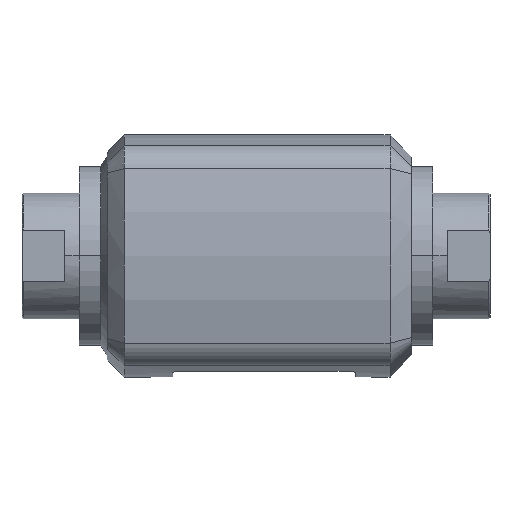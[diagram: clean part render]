
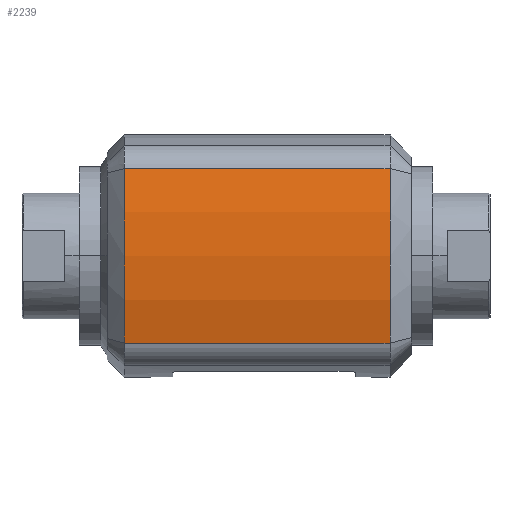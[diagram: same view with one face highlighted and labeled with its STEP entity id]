
A CAD part, top view. The second image highlights one B-rep face of the part: STEP entity #2239.
In plain terms, the highlighted cylindrical face has radius 80.5 mm (diameter 161 mm), a partial arc.
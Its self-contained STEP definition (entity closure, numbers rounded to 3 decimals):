
#20 = EDGE_CURVE ( 'NONE', #1710, #2329, #1949, .T. ) ;
#217 = EDGE_CURVE ( 'NONE', #963, #1710, #422, .T. ) ;
#339 = DIRECTION ( 'NONE',  ( 1., 0., 0. ) ) ;
#341 = FACE_OUTER_BOUND ( 'NONE', #356, .T. ) ;
#353 = DIRECTION ( 'NONE',  ( -1., 0., 0. ) ) ;
#356 = EDGE_LOOP ( 'NONE', ( #1962, #2148, #1254, #783 ) ) ;
#405 = CARTESIAN_POINT ( 'NONE',  ( 46., -20.503, 25.845 ) ) ;
#422 = LINE ( 'NONE', #433, #623 ) ;
#433 = CARTESIAN_POINT ( 'NONE',  ( -16.5, -20.503, 25.845 ) ) ;
#525 = CARTESIAN_POINT ( 'NONE',  ( 46., 20.503, 25.845 ) ) ;
#623 = VECTOR ( 'NONE', #1225, 1000. ) ;
#729 = AXIS2_PLACEMENT_3D ( 'NONE', #1968, #339, #762 ) ;
#762 = DIRECTION ( 'NONE',  ( 0., 0.255, 0.967 ) ) ;
#777 = CARTESIAN_POINT ( 'NONE',  ( -16.5, 20.503, 25.845 ) ) ;
#783 = ORIENTED_EDGE ( 'NONE', *, *, #217, .T. ) ;
#901 = AXIS2_PLACEMENT_3D ( 'NONE', #2527, #1920, #2287 ) ;
#958 = DIRECTION ( 'NONE',  ( 0., 0.255, 0.967 ) ) ;
#963 = VERTEX_POINT ( 'NONE', #1888 ) ;
#1134 = CYLINDRICAL_SURFACE ( 'NONE', #901, 80.5 ) ;
#1225 = DIRECTION ( 'NONE',  ( 1., 0., 0. ) ) ;
#1254 = ORIENTED_EDGE ( 'NONE', *, *, #2017, .T. ) ;
#1360 = CARTESIAN_POINT ( 'NONE',  ( -16.5, 20.503, 25.845 ) ) ;
#1363 = EDGE_CURVE ( 'NONE', #1972, #2329, #1554, .T. ) ;
#1554 = LINE ( 'NONE', #1360, #1574 ) ;
#1574 = VECTOR ( 'NONE', #2174, 1000. ) ;
#1710 = VERTEX_POINT ( 'NONE', #405 ) ;
#1859 = AXIS2_PLACEMENT_3D ( 'NONE', #2130, #353, #958 ) ;
#1888 = CARTESIAN_POINT ( 'NONE',  ( -16.5, -20.503, 25.845 ) ) ;
#1920 = DIRECTION ( 'NONE',  ( 1., 0., 0. ) ) ;
#1949 = CIRCLE ( 'NONE', #1859, 80.5 ) ;
#1962 = ORIENTED_EDGE ( 'NONE', *, *, #20, .T. ) ;
#1968 = CARTESIAN_POINT ( 'NONE',  ( -16.5, 0., -52. ) ) ;
#1972 = VERTEX_POINT ( 'NONE', #777 ) ;
#2017 = EDGE_CURVE ( 'NONE', #1972, #963, #2503, .T. ) ;
#2130 = CARTESIAN_POINT ( 'NONE',  ( 46., 0., -52. ) ) ;
#2148 = ORIENTED_EDGE ( 'NONE', *, *, #1363, .F. ) ;
#2174 = DIRECTION ( 'NONE',  ( 1., 0., 0. ) ) ;
#2239 = ADVANCED_FACE ( 'NONE', ( #341 ), #1134, .T. ) ;
#2287 = DIRECTION ( 'NONE',  ( 0., 0.255, 0.967 ) ) ;
#2329 = VERTEX_POINT ( 'NONE', #525 ) ;
#2503 = CIRCLE ( 'NONE', #729, 80.5 ) ;
#2527 = CARTESIAN_POINT ( 'NONE',  ( -16.5, 0., -52. ) ) ;
